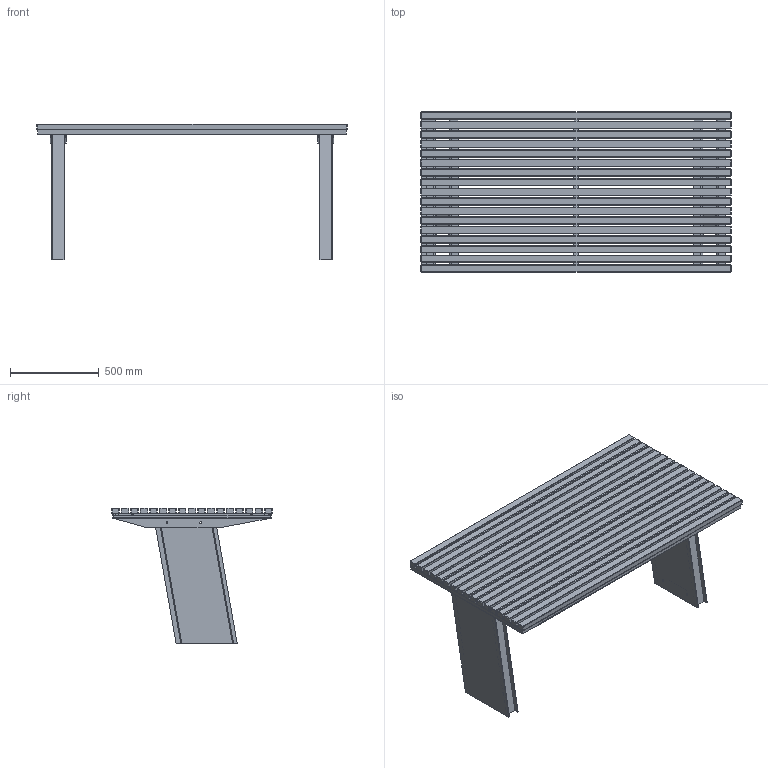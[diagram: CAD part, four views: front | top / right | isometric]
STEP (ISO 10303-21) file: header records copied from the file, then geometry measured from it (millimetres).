
FILE_DESCRIPTION(/* description */ (''),/* implementation_level */ '2;1');
FILE_NAME(/* name */ 'PRK03-A_UAP_PARKLAND_Table_3D',/* time_stamp */ '2018-01-24T16:53:24-05:00',/* author */ (''),/* organization */ (''),/* preprocessor_version */ 'ST-DEVELOPER v15',/* originating_system */ '',/* authorisation */ '');
FILE_SCHEMA (('AUTOMOTIVE_DESIGN'));
Length unit declared in the file: millimetre
Products named in the file (1): Document
Bounding box: 1750 x 904 x 767 mm (x, y, z)
Volume: 49621731.4 mm3; surface area: 8274847.1 mm2
Topology: 37 solids, 37 shells, 837 faces, 1999 edges, 1100 vertices
Faces by surface type: bspline 557, plane 280
Entity records: 22955 total; most frequent: CARTESIAN_POINT 11283, ORIENTED_EDGE 3726, EDGE_CURVE 1863, VERTEX_POINT 1100, EDGE_LOOP 1029, ADVANCED_FACE 837, FACE_OUTER_BOUND 837, B_SPLINE_CURVE_WITH_KNOTS 818
